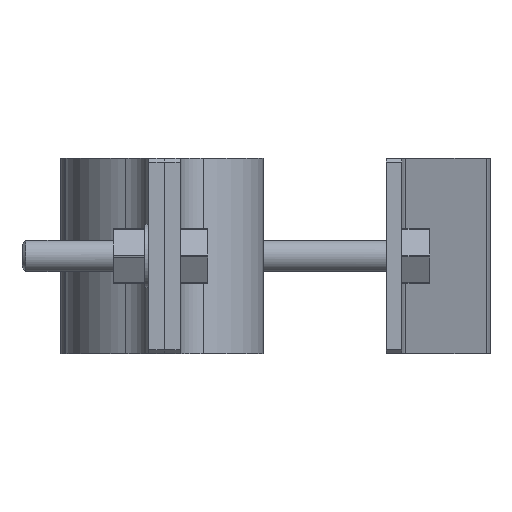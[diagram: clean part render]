
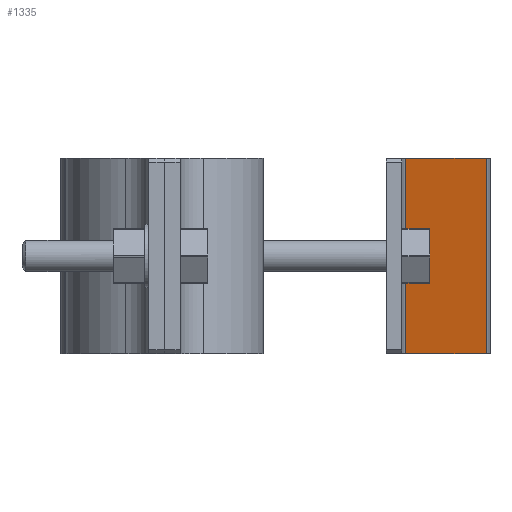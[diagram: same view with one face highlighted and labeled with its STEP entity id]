
A CAD part, front view. The second image highlights one B-rep face of the part: STEP entity #1335.
In plain terms, the highlighted free-form (B-spline) face has degree [1, 1] with [2, 2] control points.
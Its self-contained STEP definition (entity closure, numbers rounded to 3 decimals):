
#1309 = VERTEX_POINT('',#1310);
#1310 = CARTESIAN_POINT('',(38.126,-55.552,
    57.299));
#1316 = EDGE_CURVE('',#1309,#1317,#1319,.T.);
#1317 = VERTEX_POINT('',#1318);
#1318 = CARTESIAN_POINT('',(38.126,-55.552,0.));
#1319 = B_SPLINE_CURVE_WITH_KNOTS('',1,(#1320,#1321),.UNSPECIFIED.,.F.,
  .F.,(2,2),(0.,49.5),.PIECEWISE_BEZIER_KNOTS.);
#1320 = CARTESIAN_POINT('',(38.126,-55.552,
    57.299));
#1321 = CARTESIAN_POINT('',(38.126,-55.552,0.));
#1335 = ADVANCED_FACE('',(#1336),#1358,.F.);
#1336 = FACE_BOUND('',#1337,.T.);
#1337 = EDGE_LOOP('',(#1338,#1345,#1352,#1357));
#1338 = ORIENTED_EDGE('',*,*,#1339,.T.);
#1339 = EDGE_CURVE('',#1317,#1340,#1342,.T.);
#1340 = VERTEX_POINT('',#1341);
#1341 = CARTESIAN_POINT('',(61.749,-4.892,0.));
#1342 = B_SPLINE_CURVE_WITH_KNOTS('',1,(#1343,#1344),.UNSPECIFIED.,.F.,
  .F.,(2,2),(0.,48.289),.PIECEWISE_BEZIER_KNOTS.);
#1343 = CARTESIAN_POINT('',(38.126,-55.552,0.));
#1344 = CARTESIAN_POINT('',(61.749,-4.892,0.));
#1345 = ORIENTED_EDGE('',*,*,#1346,.F.);
#1346 = EDGE_CURVE('',#1347,#1340,#1349,.T.);
#1347 = VERTEX_POINT('',#1348);
#1348 = CARTESIAN_POINT('',(61.749,-4.892,
    57.299));
#1349 = B_SPLINE_CURVE_WITH_KNOTS('',1,(#1350,#1351),.UNSPECIFIED.,.F.,
  .F.,(2,2),(0.,49.5),.PIECEWISE_BEZIER_KNOTS.);
#1350 = CARTESIAN_POINT('',(61.749,-4.892,
    57.299));
#1351 = CARTESIAN_POINT('',(61.749,-4.892,0.));
#1352 = ORIENTED_EDGE('',*,*,#1353,.F.);
#1353 = EDGE_CURVE('',#1309,#1347,#1354,.T.);
#1354 = B_SPLINE_CURVE_WITH_KNOTS('',1,(#1355,#1356),.UNSPECIFIED.,.F.,
  .F.,(2,2),(0.,48.289),.PIECEWISE_BEZIER_KNOTS.);
#1355 = CARTESIAN_POINT('',(38.126,-55.552,
    57.299));
#1356 = CARTESIAN_POINT('',(61.749,-4.892,
    57.299));
#1357 = ORIENTED_EDGE('',*,*,#1316,.T.);
#1358 = B_SPLINE_SURFACE_WITH_KNOTS('',1,1,(
    (#1359,#1360)
    ,(#1361,#1362
    )),.UNSPECIFIED.,.F.,.F.,.F.,(2,2),(2,2),(-48.289,0.),(-49.5
    ,0.),.PIECEWISE_BEZIER_KNOTS.);
#1359 = CARTESIAN_POINT('',(61.749,-4.892,0.));
#1360 = CARTESIAN_POINT('',(61.749,-4.892,
    57.299));
#1361 = CARTESIAN_POINT('',(38.126,-55.552,0.));
#1362 = CARTESIAN_POINT('',(38.126,-55.552,
    57.299));
